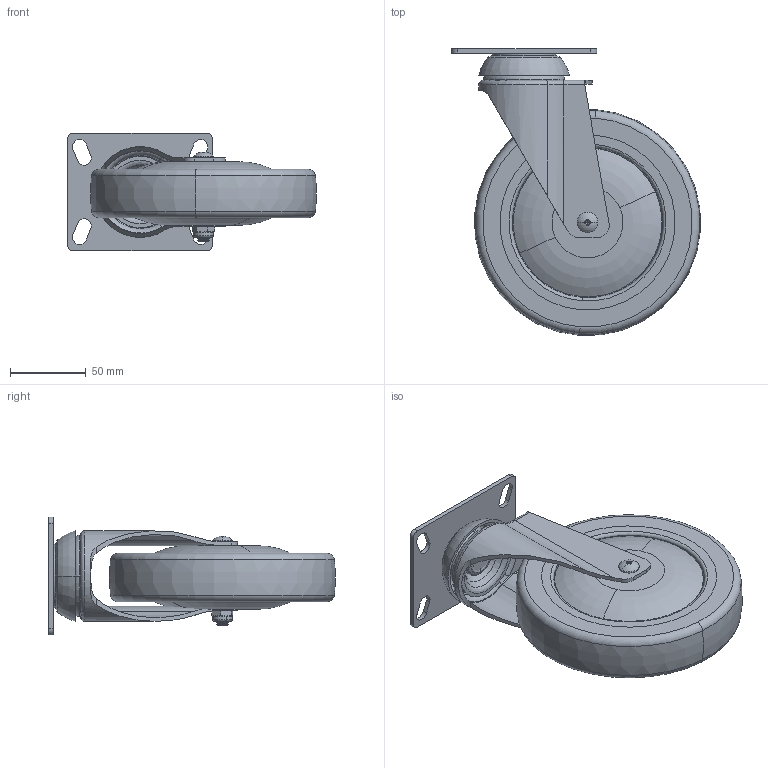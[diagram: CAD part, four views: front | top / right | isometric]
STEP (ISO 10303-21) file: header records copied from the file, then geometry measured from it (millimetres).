
FILE_DESCRIPTION (( 'STEP AP203' ), '1' );
FILE_NAME ('S6106.STEP', '2020-02-21T08:22:10', ( '' ), ( '' ), 'SwSTEP 2.0', 'SolidWorks 2013', '' );
FILE_SCHEMA (( 'CONFIG_CONTROL_DESIGN' ));
Length unit declared in the file: millimetre
Products named in the file (1): S6106
Bounding box: 164.72 x 189.71 x 78 mm (x, y, z)
Volume: 526408.3 mm3; surface area: 180021.7 mm2
Topology: 13 solids, 13 shells, 450 faces, 1008 edges, 600 vertices
Faces by surface type: torus 156, plane 114, cylinder 106, cone 68, bspline 4, sphere 2
Entity records: 13031 total; most frequent: CARTESIAN_POINT 2549, DIRECTION 2468, ORIENTED_EDGE 2016, AXIS2_PLACEMENT_3D 1077, EDGE_CURVE 1008, CIRCLE 630, VERTEX_POINT 600, EDGE_LOOP 500
